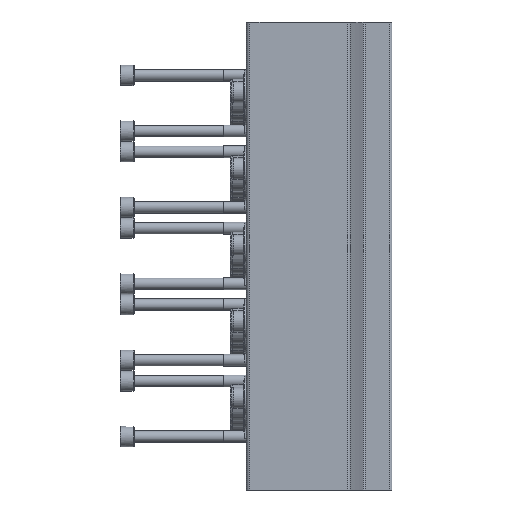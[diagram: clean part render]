
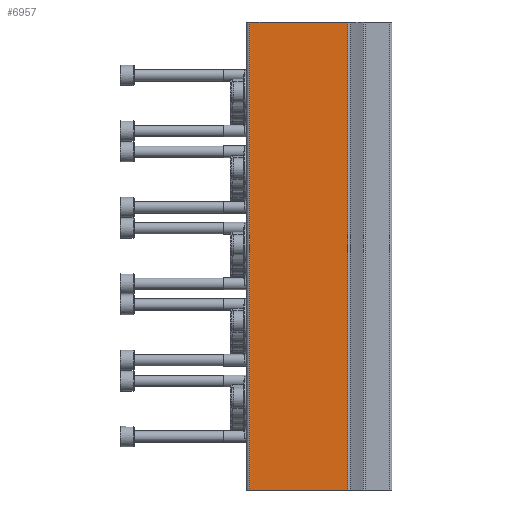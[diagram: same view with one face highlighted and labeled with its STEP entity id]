
A CAD part, left-side view. The second image highlights one B-rep face of the part: STEP entity #6957.
In plain terms, the highlighted planar face has unit normal (-1, 0, 0).
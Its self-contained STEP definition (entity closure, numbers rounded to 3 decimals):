
#261=PLANE('',#7489);
#971=ORIENTED_EDGE('',*,*,#2819,.F.);
#972=ORIENTED_EDGE('',*,*,#2818,.F.);
#973=ORIENTED_EDGE('',*,*,#2820,.T.);
#974=ORIENTED_EDGE('',*,*,#2821,.T.);
#2818=EDGE_CURVE('',#3742,#3740,#4401,.T.);
#2819=EDGE_CURVE('',#3740,#3743,#4402,.T.);
#2820=EDGE_CURVE('',#3742,#3744,#4403,.T.);
#2821=EDGE_CURVE('',#3744,#3743,#4404,.T.);
#3740=VERTEX_POINT('',#10983);
#3742=VERTEX_POINT('',#10987);
#3743=VERTEX_POINT('',#10991);
#3744=VERTEX_POINT('',#10993);
#4401=LINE('',#10988,#4899);
#4402=LINE('',#10990,#4900);
#4403=LINE('',#10992,#4901);
#4404=LINE('',#10994,#4902);
#4899=VECTOR('',#8381,1000.);
#4900=VECTOR('',#8384,1000.);
#4901=VECTOR('',#8385,1000.);
#4902=VECTOR('',#8386,1000.);
#5412=EDGE_LOOP('',(#971,#972,#973,#974));
#6126=FACE_BOUND('',#5412,.T.);
#6957=ADVANCED_FACE('',(#6126),#261,.T.);
#7489=AXIS2_PLACEMENT_3D('',#10989,#8382,#8383);
#8381=DIRECTION('',(0.,0.,1.));
#8382=DIRECTION('',(-1.,0.,0.));
#8383=DIRECTION('',(0.,0.,1.));
#8384=DIRECTION('',(0.,-1.,0.));
#8385=DIRECTION('',(0.,-1.,0.));
#8386=DIRECTION('',(0.,0.,1.));
#10983=CARTESIAN_POINT('',(-72.,59.5,0.));
#10987=CARTESIAN_POINT('',(-72.,59.5,-196.));
#10988=CARTESIAN_POINT('',(-72.,59.5,-196.));
#10989=CARTESIAN_POINT('',(-72.,59.5,-196.));
#10990=CARTESIAN_POINT('',(-72.,59.5,0.));
#10991=CARTESIAN_POINT('',(-72.,18.514,0.));
#10992=CARTESIAN_POINT('',(-72.,59.5,-196.));
#10993=CARTESIAN_POINT('',(-72.,18.514,-196.));
#10994=CARTESIAN_POINT('',(-72.,18.514,-196.));
